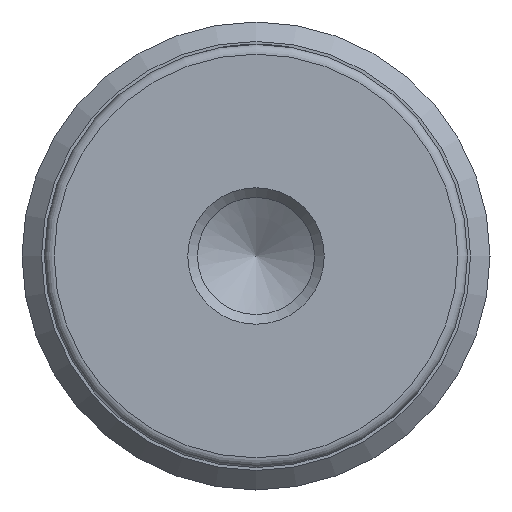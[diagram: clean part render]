
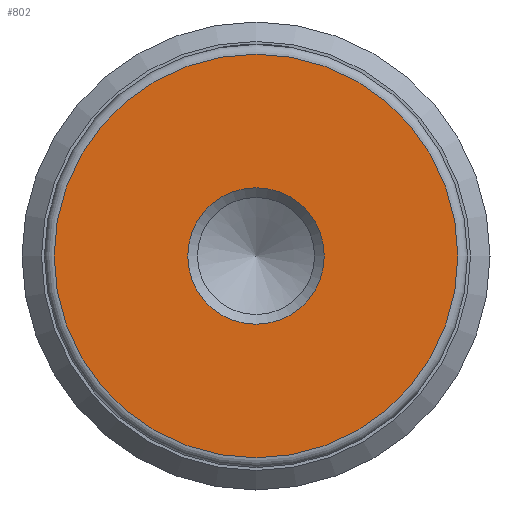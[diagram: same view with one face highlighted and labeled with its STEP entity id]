
A CAD part, front view. The second image highlights one B-rep face of the part: STEP entity #802.
In plain terms, the highlighted face is planar.
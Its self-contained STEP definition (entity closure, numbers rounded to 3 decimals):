
#145 = EDGE_LOOP ( 'NONE', ( #2437 ) ) ;
#379 = EDGE_CURVE ( 'NONE', #3970, #3970, #2965, .T. ) ;
#790 = CARTESIAN_POINT ( 'NONE',  ( 0., 0., 3.5 ) ) ;
#802 = ADVANCED_FACE ( 'NONE', ( #3814, #3664 ), #4758, .F. ) ;
#1177 = CARTESIAN_POINT ( 'NONE',  ( 0., 0., 10.35 ) ) ;
#1292 = DIRECTION ( 'NONE',  ( 0., 0., 1. ) ) ;
#1304 = DIRECTION ( 'NONE',  ( -1., 0., 0. ) ) ;
#1316 = CARTESIAN_POINT ( 'NONE',  ( 0., 0., 0. ) ) ;
#1494 = DIRECTION ( 'NONE',  ( 0., 0., -1. ) ) ;
#2100 = CIRCLE ( 'NONE', #4324, 3.5 ) ;
#2418 = ORIENTED_EDGE ( 'NONE', *, *, #379, .T. ) ;
#2437 = ORIENTED_EDGE ( 'NONE', *, *, #3345, .F. ) ;
#2965 = CIRCLE ( 'NONE', #4757, 10.35 ) ;
#3345 = EDGE_CURVE ( 'NONE', #4600, #4600, #2100, .T. ) ;
#3446 = DIRECTION ( 'NONE',  ( 0., 0., 1. ) ) ;
#3506 = CARTESIAN_POINT ( 'NONE',  ( 0., 0., 0. ) ) ;
#3514 = DIRECTION ( 'NONE',  ( -1., 0., 0. ) ) ;
#3664 = FACE_OUTER_BOUND ( 'NONE', #3871, .T. ) ;
#3814 = FACE_BOUND ( 'NONE', #145, .T. ) ;
#3871 = EDGE_LOOP ( 'NONE', ( #2418 ) ) ;
#3970 = VERTEX_POINT ( 'NONE', #1177 ) ;
#3992 = AXIS2_PLACEMENT_3D ( 'NONE', #4636, #4589, #1494 ) ;
#4324 = AXIS2_PLACEMENT_3D ( 'NONE', #1316, #1304, #1292 ) ;
#4589 = DIRECTION ( 'NONE',  ( 1., 0., 0. ) ) ;
#4600 = VERTEX_POINT ( 'NONE', #790 ) ;
#4636 = CARTESIAN_POINT ( 'NONE',  ( 0., 10.35, 0. ) ) ;
#4757 = AXIS2_PLACEMENT_3D ( 'NONE', #3506, #3514, #3446 ) ;
#4758 = PLANE ( 'NONE',  #3992 ) ;
